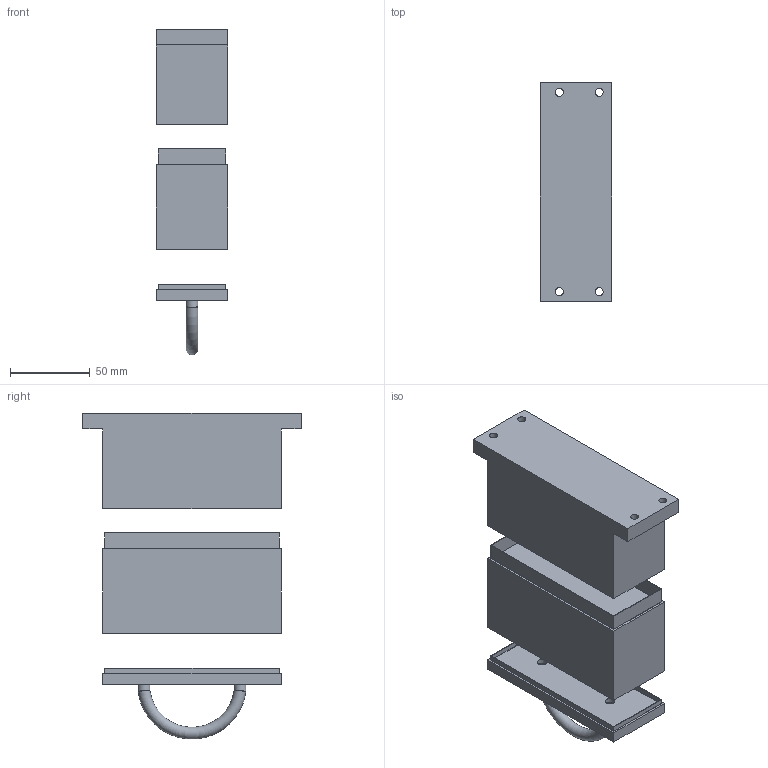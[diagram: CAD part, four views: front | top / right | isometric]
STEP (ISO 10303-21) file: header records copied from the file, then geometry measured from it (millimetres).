
FILE_DESCRIPTION(/* description */ (''),/* implementation_level */ '2;1');
FILE_NAME(/* name */ 'Design - Breadboard Object Container.step',/* time_stamp */ '2024-06-17T20:59:24-04:00',/* author */ (''),/* organization */ (''),/* preprocessor_version */ 'ST-DEVELOPER v20',/* originating_system */ 'Autodesk Translation Framework v12.20.1.177',/* authorisation */ '');
FILE_SCHEMA (('AUTOMOTIVE_DESIGN { 1 0 10303 214 3 1 1 }'));
Length unit declared in the file: metre
Products named in the file (1): Design - Breadboard Object Container
Bounding box: 45 x 137 x 204.21 mm (x, y, z)
Volume: 158237.2 mm3; surface area: 179186.5 mm2
Topology: 6 solids, 6 shells, 114 faces, 257 edges, 170 vertices
Faces by surface type: plane 92, cylinder 19, cone 2, torus 1
Full cylindrical faces by diameter (mm): 2.6 x2, 3 x2, 5.035 x4, 5.8 x2, 7.5 x2, 10.4 x4
Entity records: 3240 total; most frequent: CARTESIAN_POINT 590, DIRECTION 520, ORIENTED_EDGE 510, EDGE_CURVE 255, LINE 212, VECTOR 212, VERTEX_POINT 170, AXIS2_PLACEMENT_3D 154
